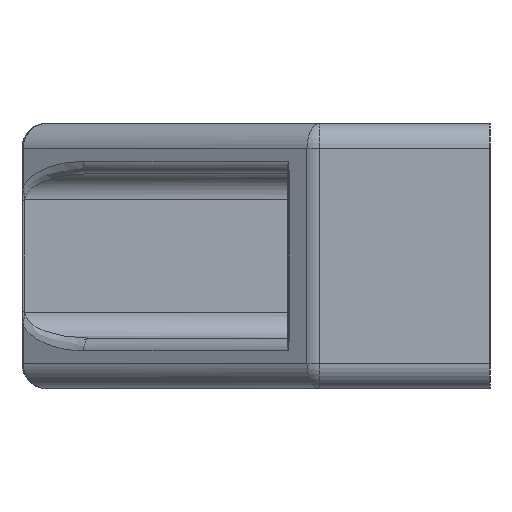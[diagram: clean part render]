
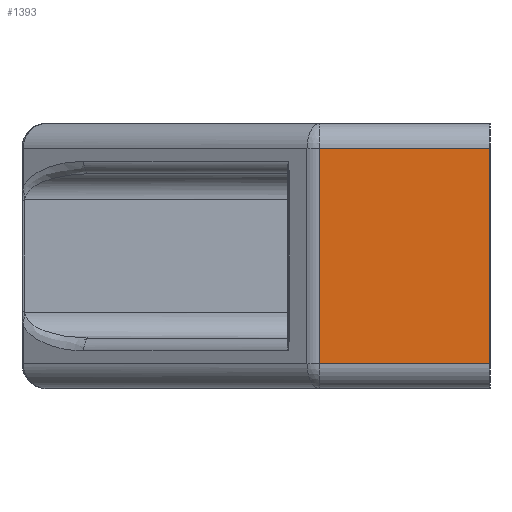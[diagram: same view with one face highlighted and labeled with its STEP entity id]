
A CAD part, left-side view. The second image highlights one B-rep face of the part: STEP entity #1393.
In plain terms, the highlighted planar face has unit normal (-1, 0, 0).
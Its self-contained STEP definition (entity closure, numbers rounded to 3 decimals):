
#58=PLANE('',#1555);
#109=LINE('',#2343,#198);
#137=LINE('',#2580,#226);
#139=LINE('',#2588,#228);
#141=LINE('',#2596,#230);
#198=VECTOR('',#1677,17.);
#226=VECTOR('',#1787,13.456);
#228=VECTOR('',#1795,17.);
#230=VECTOR('',#1807,13.456);
#380=FACE_OUTER_BOUND('',#483,.T.);
#483=EDGE_LOOP('',(#1224,#1225,#1226,#1227));
#630=VERTEX_POINT('',#2340);
#631=VERTEX_POINT('',#2342);
#664=VERTEX_POINT('',#2579);
#667=VERTEX_POINT('',#2587);
#762=EDGE_CURVE('',#631,#630,#109,.T.);
#813=EDGE_CURVE('',#631,#664,#137,.T.);
#817=EDGE_CURVE('',#664,#667,#139,.T.);
#822=EDGE_CURVE('',#667,#630,#141,.T.);
#1224=ORIENTED_EDGE('',*,*,#813,.F.);
#1225=ORIENTED_EDGE('',*,*,#762,.T.);
#1226=ORIENTED_EDGE('',*,*,#822,.F.);
#1227=ORIENTED_EDGE('',*,*,#817,.F.);
#1393=ADVANCED_FACE('',(#380),#58,.T.);
#1555=AXIS2_PLACEMENT_3D('',#2757,#1942,#1943);
#1677=DIRECTION('',(0.,0.,1.));
#1787=DIRECTION('',(0.,1.,0.));
#1795=DIRECTION('',(0.,0.,1.));
#1807=DIRECTION('',(0.,-1.,0.));
#1942=DIRECTION('center_axis',(-1.,0.,0.));
#1943=DIRECTION('ref_axis',(0.,0.,1.));
#2340=CARTESIAN_POINT('',(-31.098,-25.175,19.));
#2342=CARTESIAN_POINT('',(-31.098,-25.175,2.));
#2343=CARTESIAN_POINT('',(-31.098,-25.175,0.));
#2579=CARTESIAN_POINT('',(-31.098,-11.719,2.));
#2580=CARTESIAN_POINT('',(-31.098,-13.443,2.));
#2587=CARTESIAN_POINT('',(-31.098,-11.719,19.));
#2588=CARTESIAN_POINT('',(-31.098,-11.719,0.));
#2596=CARTESIAN_POINT('',(-31.098,-13.443,19.));
#2757=CARTESIAN_POINT('Origin',(-31.098,-25.175,0.));
